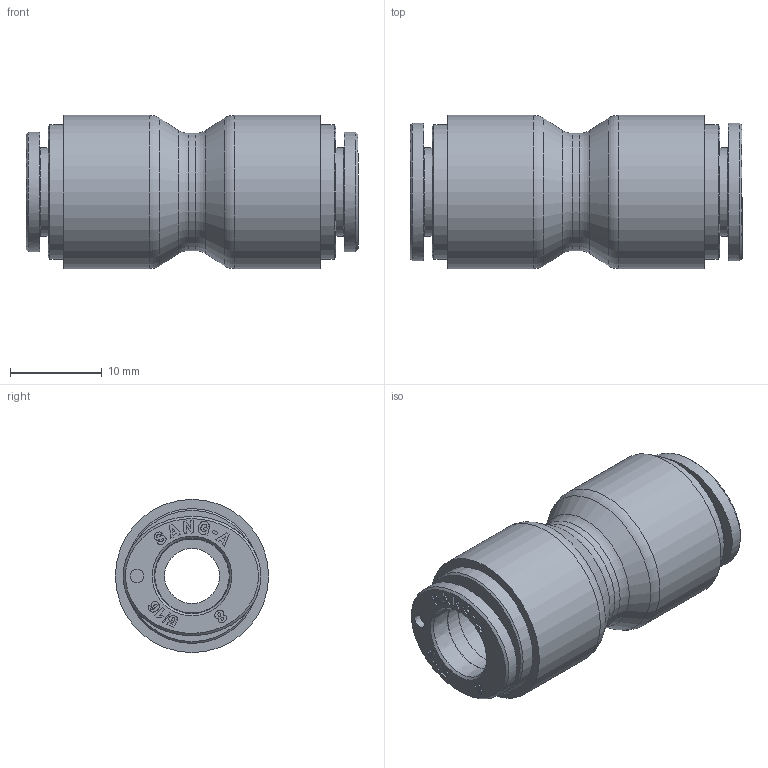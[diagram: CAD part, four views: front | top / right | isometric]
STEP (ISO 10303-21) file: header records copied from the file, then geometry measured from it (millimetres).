
FILE_DESCRIPTION((''),'2;1');
FILE_NAME('CR-PUC 08.stp','2020-08-25T15:36:38',('user'),(''),'Autodesk Inventor 2013','Autodesk Inventor 2013','');
FILE_SCHEMA(('AUTOMOTIVE_DESIGN { 1 0 10303 214 1 1 1 1 }'));
Length unit declared in the file: millimetre
Products named in the file (5): 조립품17; CR-PUC 08 BODY; CR-COLLAR 08; HR-Collar 08L(SUS); CR-SLEEVE 08
Assembly tree (5 placements, depth 3):
  조립품17
    CR-PUC 08 BODY
    CR-COLLAR 08  x2
      HR-Collar 08L(SUS)
      CR-SLEEVE 08
Bounding box: 36.2 x 16.7 x 16.7 mm (x, y, z)
Volume: 4952.8 mm3; surface area: 3969 mm2
Topology: 5 solids, 5 shells, 762 faces, 2130 edges, 1416 vertices
Faces by surface type: plane 682, bspline 40, cylinder 26, cone 10, torus 4
Full cylindrical faces by diameter (mm): 1.5 x2, 6 x1, 8.2 x4, 9.6 x2, 12.8 x1, 14.7 x2, 16.7 x2
Entity records: 12607 total; most frequent: CARTESIAN_POINT 2588, ORIENTED_EDGE 2112, DIRECTION 1889, EDGE_CURVE 1056, VECTOR 975, LINE 975, VERTEX_POINT 714, AXIS2_PLACEMENT_3D 457
